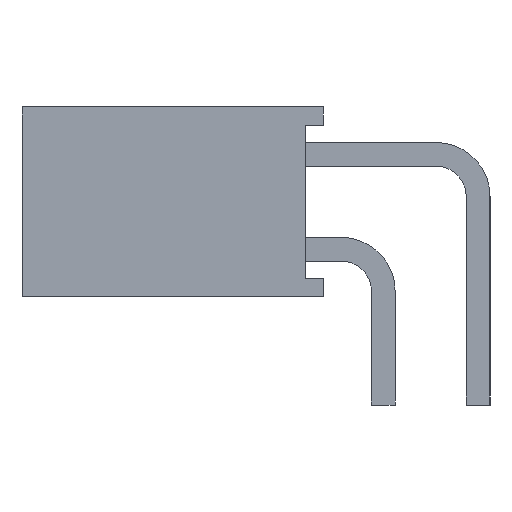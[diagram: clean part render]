
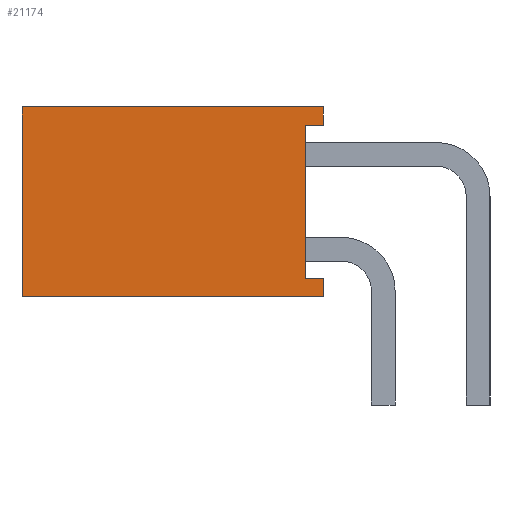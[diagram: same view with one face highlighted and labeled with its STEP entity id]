
A CAD part, left-side view. The second image highlights one B-rep face of the part: STEP entity #21174.
In plain terms, the highlighted planar face has unit normal (-1, 0, 0).
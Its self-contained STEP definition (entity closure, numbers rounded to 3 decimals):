
#18437=CARTESIAN_POINT('',(-25.15,2.27,0.));
#18438=VERTEX_POINT('',#18437);
#18445=CARTESIAN_POINT('',(-25.15,8.62,0.));
#18446=VERTEX_POINT('',#18445);
#18447=CARTESIAN_POINT('',(-25.15,8.62,0.));
#18448=DIRECTION('',(0.0,-1.0,0.0));
#18449=VECTOR('',#18448,6.35);
#18450=LINE('',#18447,#18449);
#18451=EDGE_CURVE('',#18446,#18438,#18450,.T.);
#18820=CARTESIAN_POINT('',(-25.15,2.27,0.381));
#18821=VERTEX_POINT('',#18820);
#18828=CARTESIAN_POINT('',(-25.15,2.27,0.381));
#18829=DIRECTION('',(0.0,0.0,-1.0));
#18830=VECTOR('',#18829,0.381);
#18831=LINE('',#18828,#18830);
#18832=EDGE_CURVE('',#18821,#18438,#18831,.T.);
#19259=CARTESIAN_POINT('',(-25.15,2.651,0.381));
#19260=VERTEX_POINT('',#19259);
#19267=CARTESIAN_POINT('',(-25.15,2.27,0.381));
#19268=DIRECTION('',(0.0,1.0,0.0));
#19269=VECTOR('',#19268,0.381);
#19270=LINE('',#19267,#19269);
#19271=EDGE_CURVE('',#18821,#19260,#19270,.T.);
#20235=CARTESIAN_POINT('',(-25.15,2.27,4.));
#20236=VERTEX_POINT('',#20235);
#20243=CARTESIAN_POINT('',(-25.15,2.27,3.619));
#20244=VERTEX_POINT('',#20243);
#20245=CARTESIAN_POINT('',(-25.15,2.27,4.));
#20246=DIRECTION('',(0.0,0.0,-1.0));
#20247=VECTOR('',#20246,0.381);
#20248=LINE('',#20245,#20247);
#20249=EDGE_CURVE('',#20236,#20244,#20248,.T.);
#20646=CARTESIAN_POINT('',(-25.15,2.651,3.619));
#20647=VERTEX_POINT('',#20646);
#20654=CARTESIAN_POINT('',(-25.15,2.651,0.381));
#20655=DIRECTION('',(0.0,0.0,1.0));
#20656=VECTOR('',#20655,3.238);
#20657=LINE('',#20654,#20656);
#20658=EDGE_CURVE('',#19260,#20647,#20657,.T.);
#21068=CARTESIAN_POINT('',(-25.15,2.651,3.619));
#21069=DIRECTION('',(0.0,-1.0,0.0));
#21070=VECTOR('',#21069,0.381);
#21071=LINE('',#21068,#21070);
#21072=EDGE_CURVE('',#20647,#20244,#21071,.T.);
#21147=CARTESIAN_POINT('',(-25.15,8.62,4.));
#21148=DIRECTION('',(-1.0,0.0,0.0));
#21149=DIRECTION('',(0.0,0.0,1.0));
#21150=AXIS2_PLACEMENT_3D('',#21147,#21148,#21149);
#21151=PLANE('',#21150);
#21152=ORIENTED_EDGE('',*,*,#19271,.T.);
#21153=ORIENTED_EDGE('',*,*,#20658,.T.);
#21154=ORIENTED_EDGE('',*,*,#21072,.T.);
#21155=ORIENTED_EDGE('',*,*,#20249,.F.);
#21156=CARTESIAN_POINT('',(-25.15,8.62,4.));
#21157=VERTEX_POINT('',#21156);
#21158=CARTESIAN_POINT('',(-25.15,8.62,4.));
#21159=DIRECTION('',(0.0,-1.0,0.0));
#21160=VECTOR('',#21159,6.35);
#21161=LINE('',#21158,#21160);
#21162=EDGE_CURVE('',#21157,#20236,#21161,.T.);
#21163=ORIENTED_EDGE('',*,*,#21162,.F.);
#21164=CARTESIAN_POINT('',(-25.15,8.62,4.));
#21165=DIRECTION('',(0.0,0.0,-1.0));
#21166=VECTOR('',#21165,4.);
#21167=LINE('',#21164,#21166);
#21168=EDGE_CURVE('',#21157,#18446,#21167,.T.);
#21169=ORIENTED_EDGE('',*,*,#21168,.T.);
#21170=ORIENTED_EDGE('',*,*,#18451,.T.);
#21171=ORIENTED_EDGE('',*,*,#18832,.F.);
#21172=EDGE_LOOP('',(#21152,#21153,#21154,#21155,#21163,#21169,#21170,#21171));
#21173=FACE_OUTER_BOUND('',#21172,.T.);
#21174=ADVANCED_FACE('',(#21173),#21151,.T.);
